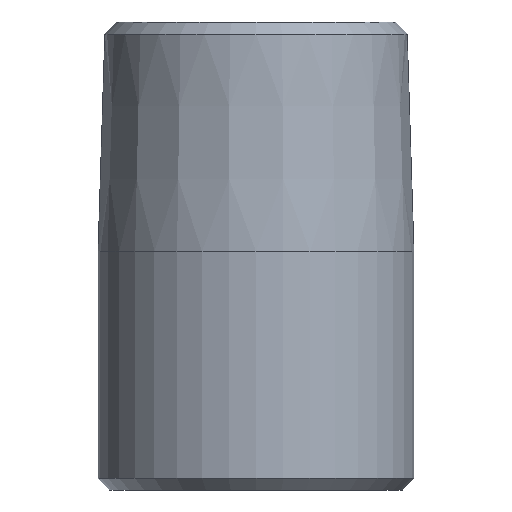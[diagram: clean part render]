
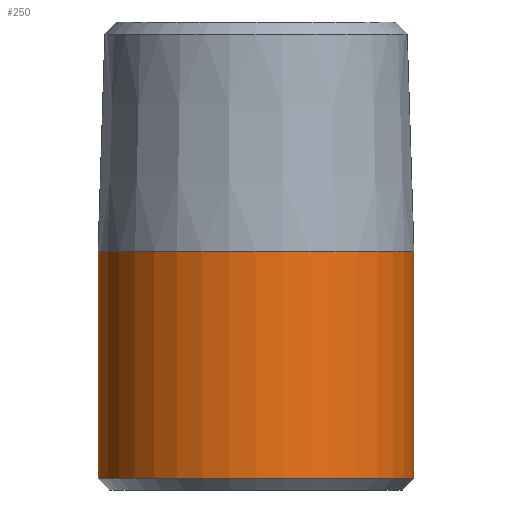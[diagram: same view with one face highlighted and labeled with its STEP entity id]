
A CAD part, front view. The second image highlights one B-rep face of the part: STEP entity #250.
In plain terms, the highlighted cylindrical face has radius 8.572 mm (diameter 17.145 mm), a partial arc.
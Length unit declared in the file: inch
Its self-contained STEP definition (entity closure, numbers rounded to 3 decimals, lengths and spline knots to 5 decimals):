
#7 = CARTESIAN_POINT ( 'NONE',  ( -0.3375, 0., 0.025 ) ) ;
#13 = DIRECTION ( 'NONE',  ( 1., 0., 0. ) ) ;
#23 = LINE ( 'NONE', #379, #268 ) ;
#25 = CARTESIAN_POINT ( 'NONE',  ( 0., 0., 1. ) ) ;
#26 = ORIENTED_EDGE ( 'NONE', *, *, #166, .T. ) ;
#30 = DIRECTION ( 'NONE',  ( 0., 0., -1. ) ) ;
#60 = DIRECTION ( 'NONE',  ( 0., 0., -1. ) ) ;
#76 = CARTESIAN_POINT ( 'NONE',  ( 0., 0., 0.025 ) ) ;
#91 = ORIENTED_EDGE ( 'NONE', *, *, #245, .T. ) ;
#103 = VECTOR ( 'NONE', #204, 39.37008 ) ;
#121 = LINE ( 'NONE', #283, #103 ) ;
#136 = VERTEX_POINT ( 'NONE', #242 ) ;
#143 = DIRECTION ( 'NONE',  ( -1., 0., 0. ) ) ;
#166 = EDGE_CURVE ( 'NONE', #419, #427, #121, .T. ) ;
#186 = VERTEX_POINT ( 'NONE', #445 ) ;
#188 = ORIENTED_EDGE ( 'NONE', *, *, #342, .T. ) ;
#204 = DIRECTION ( 'NONE',  ( 0., 0., -1. ) ) ;
#209 = EDGE_CURVE ( 'NONE', #136, #186, #23, .T. ) ;
#216 = AXIS2_PLACEMENT_3D ( 'NONE', #341, #407, #330 ) ;
#241 = AXIS2_PLACEMENT_3D ( 'NONE', #25, #60, #143 ) ;
#242 = CARTESIAN_POINT ( 'NONE',  ( 0.3375, 0., 0.51 ) ) ;
#245 = EDGE_CURVE ( 'NONE', #136, #419, #267, .T. ) ;
#250 = ADVANCED_FACE ( 'NONE', ( #482 ), #495, .T. ) ;
#267 = CIRCLE ( 'NONE', #216, 0.3375 ) ;
#268 = VECTOR ( 'NONE', #30, 39.37008 ) ;
#283 = CARTESIAN_POINT ( 'NONE',  ( -0.3375, 0., 1. ) ) ;
#330 = DIRECTION ( 'NONE',  ( -1., 0., 0. ) ) ;
#341 = CARTESIAN_POINT ( 'NONE',  ( 0., 0., 0.51 ) ) ;
#342 = EDGE_CURVE ( 'NONE', #427, #186, #455, .T. ) ;
#354 = DIRECTION ( 'NONE',  ( 0., 0., 1. ) ) ;
#377 = EDGE_LOOP ( 'NONE', ( #380, #91, #26, #188 ) ) ;
#379 = CARTESIAN_POINT ( 'NONE',  ( 0.3375, 0., 1. ) ) ;
#380 = ORIENTED_EDGE ( 'NONE', *, *, #209, .F. ) ;
#407 = DIRECTION ( 'NONE',  ( 0., 0., -1. ) ) ;
#419 = VERTEX_POINT ( 'NONE', #464 ) ;
#427 = VERTEX_POINT ( 'NONE', #7 ) ;
#445 = CARTESIAN_POINT ( 'NONE',  ( 0.3375, 0., 0.025 ) ) ;
#455 = CIRCLE ( 'NONE', #489, 0.3375 ) ;
#464 = CARTESIAN_POINT ( 'NONE',  ( -0.3375, 0., 0.51 ) ) ;
#482 = FACE_OUTER_BOUND ( 'NONE', #377, .T. ) ;
#489 = AXIS2_PLACEMENT_3D ( 'NONE', #76, #354, #13 ) ;
#495 = CYLINDRICAL_SURFACE ( 'NONE', #241, 0.3375 ) ;
